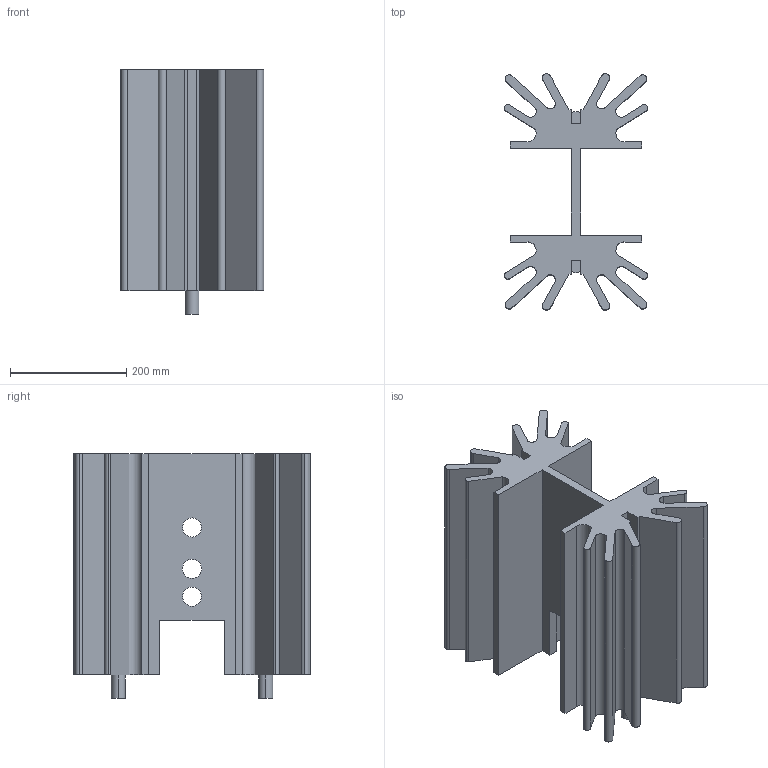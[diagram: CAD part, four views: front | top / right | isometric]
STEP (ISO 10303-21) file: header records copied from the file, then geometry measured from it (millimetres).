
FILE_DESCRIPTION (( 'STEP AP214' ), '1' );
FILE_NAME ('WF1000OK.STEP', '2023-04-26T17:54:35', ( '' ), ( '' ), 'SwSTEP 2.0', 'SolidWorks 2021', '' );
FILE_SCHEMA (( 'AUTOMOTIVE_DESIGN' ));
Length unit declared in the file: centimetre
Products named in the file (1): WF1000OK
Bounding box: 246.83 x 407.05 x 421 mm (x, y, z)
Volume: 12975624 mm3; surface area: 1210751.9 mm2
Topology: 3 solids, 3 shells, 104 faces, 294 edges, 196 vertices
Faces by surface type: plane 58, cylinder 46
Entity records: 4598 total; most frequent: DIRECTION 596, CARTESIAN_POINT 595, ORIENTED_EDGE 588, EDGE_CURVE 294, VECTOR 202, LINE 202, AXIS2_PLACEMENT_3D 197, VERTEX_POINT 196
